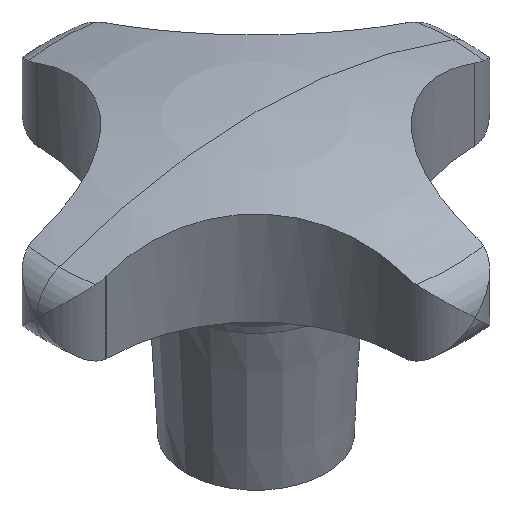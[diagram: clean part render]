
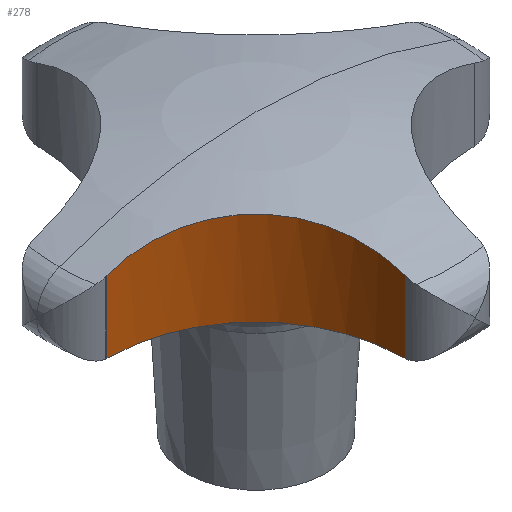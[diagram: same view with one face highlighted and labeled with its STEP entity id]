
A CAD part, isometric view. The second image highlights one B-rep face of the part: STEP entity #278.
In plain terms, the highlighted cylindrical face has radius 21 mm (diameter 42 mm), a partial arc.
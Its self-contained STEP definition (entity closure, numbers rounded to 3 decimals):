
#254=VERTEX_POINT('',#711);
#278=ADVANCED_FACE('',(#738),#739,.F.);
#378=VERTEX_POINT('',#847);
#418=EDGE_CURVE('',#564,#254,#892,.T.);
#426=EDGE_CURVE('',#522,#378,#900,.T.);
#522=VERTEX_POINT('',#1006);
#524=EDGE_CURVE('',#564,#546,#1008,.T.);
#540=EDGE_CURVE('',#546,#598,#1026,.T.);
#546=VERTEX_POINT('',#1033);
#548=EDGE_CURVE('',#598,#620,#1035,.T.);
#564=VERTEX_POINT('',#1051);
#598=VERTEX_POINT('',#1088);
#606=EDGE_CURVE('',#620,#522,#1097,.T.);
#620=VERTEX_POINT('',#1112);
#632=EDGE_CURVE('',#678,#254,#1124,.T.);
#672=EDGE_CURVE('',#378,#678,#1168,.T.);
#678=VERTEX_POINT('',#1174);
#711=CARTESIAN_POINT('',(-4.999,-26.403,35.352));
#738=FACE_OUTER_BOUND('',#1249,.T.);
#739=CYLINDRICAL_SURFACE('',#1250,21.0);
#847=CARTESIAN_POINT('',(-26.403,-4.999,25.014));
#892=LINE('',#1623,#1624);
#900=B_SPLINE_CURVE_WITH_KNOTS('',3,(#1667,#1668,#1669,#1670),.UNSPECIFIED.,.F.,.F.,(4,4),(-0.457,-0.078),.UNSPECIFIED.);
#1006=CARTESIAN_POINT('',(-26.025,-4.995,25.0));
#1008=B_SPLINE_CURVE_WITH_KNOTS('',3,(#1882,#1883,#1884,#1885),.UNSPECIFIED.,.F.,.F.,(4,4),(-8.475,-8.097),.UNSPECIFIED.);
#1026=CIRCLE('',#1906,21.0);
#1033=CARTESIAN_POINT('',(-4.995,-26.025,25.0));
#1035=B_SPLINE_CURVE_WITH_KNOTS('',3,(#1916,#1917,#1918,#1919,#1920,#1921,#1922,#1923,#1924,#1925,#1926,#1927,#1928,#1929,#1930,#1931,#1932,#1933,#1934,#1935),.UNSPECIFIED.,.F.,.F.,(4,2,2,2,2,2,2,2,2,4),(-5.619,-4.944,-4.222,-3.754,-3.511,-3.351,-3.197,-2.988,-2.511,-1.04),.UNSPECIFIED.);
#1051=CARTESIAN_POINT('',(-4.999,-26.403,25.014));
#1088=CARTESIAN_POINT('',(-9.608,-12.863,25.0));
#1097=CIRCLE('',#2061,21.0);
#1112=CARTESIAN_POINT('',(-12.863,-9.608,25.0));
#1124=B_SPLINE_CURVE_WITH_KNOTS('',3,(#2121,#2122,#2123,#2124,#2125,#2126,#2127,#2128,#2129,#2130,#2131,#2132,#2133,#2134,#2135,#2136,#2137,#2138,#2139,#2140,#2141,#2142),.UNSPECIFIED.,.F.,.F.,(4,2,2,2,2,2,2,2,2,2,4),(25.22,28.731,32.243,35.754,39.265,42.681,46.097,49.513,52.929,56.478,58.254),.UNSPECIFIED.);
#1168=LINE('',#2248,#2249);
#1174=CARTESIAN_POINT('',(-26.403,-4.999,35.352));
#1249=EDGE_LOOP('',(#2336,#2337,#2338,#2339,#2340,#2341,#2342,#2343));
#1250=AXIS2_PLACEMENT_3D('',#2344,#2345,#2346);
#1623=CARTESIAN_POINT('',(-4.999,-26.403,0.));
#1624=VECTOR('',#2516,1.0);
#1667=CARTESIAN_POINT('',(-26.025,-4.995,25.0));
#1668=CARTESIAN_POINT('',(-26.151,-4.995,25.0));
#1669=CARTESIAN_POINT('',(-26.277,-4.997,25.005));
#1670=CARTESIAN_POINT('',(-26.403,-4.999,25.014));
#1882=CARTESIAN_POINT('',(-4.999,-26.403,25.014));
#1883=CARTESIAN_POINT('',(-4.997,-26.277,25.005));
#1884=CARTESIAN_POINT('',(-4.995,-26.151,25.0));
#1885=CARTESIAN_POINT('',(-4.995,-26.025,25.0));
#1906=AXIS2_PLACEMENT_3D('',#2672,#2673,#2674);
#1916=CARTESIAN_POINT('',(-9.608,-12.863,25.0));
#1917=CARTESIAN_POINT('',(-9.749,-12.686,25.0));
#1918=CARTESIAN_POINT('',(-9.894,-12.512,24.999));
#1919=CARTESIAN_POINT('',(-10.199,-12.155,24.997));
#1920=CARTESIAN_POINT('',(-10.36,-11.974,24.995));
#1921=CARTESIAN_POINT('',(-10.631,-11.679,24.993));
#1922=CARTESIAN_POINT('',(-10.739,-11.564,24.992));
#1923=CARTESIAN_POINT('',(-10.904,-11.391,24.992));
#1924=CARTESIAN_POINT('',(-10.961,-11.332,24.992));
#1925=CARTESIAN_POINT('',(-11.056,-11.236,24.991));
#1926=CARTESIAN_POINT('',(-11.094,-11.198,24.991));
#1927=CARTESIAN_POINT('',(-11.169,-11.123,24.991));
#1928=CARTESIAN_POINT('',(-11.205,-11.086,24.991));
#1929=CARTESIAN_POINT('',(-11.292,-11.001,24.992));
#1930=CARTESIAN_POINT('',(-11.343,-10.952,24.992));
#1931=CARTESIAN_POINT('',(-11.509,-10.791,24.992));
#1932=CARTESIAN_POINT('',(-11.625,-10.68,24.993));
#1933=CARTESIAN_POINT('',(-12.107,-10.236,24.996));
#1934=CARTESIAN_POINT('',(-12.48,-9.915,25.0));
#1935=CARTESIAN_POINT('',(-12.863,-9.608,25.0));
#2061=AXIS2_PLACEMENT_3D('',#2737,#2738,#2739);
#2121=CARTESIAN_POINT('',(-26.403,-4.999,35.352));
#2122=CARTESIAN_POINT('',(-25.299,-4.978,35.74));
#2123=CARTESIAN_POINT('',(-24.14,-5.044,36.114));
#2124=CARTESIAN_POINT('',(-21.793,-5.386,36.796));
#2125=CARTESIAN_POINT('',(-20.605,-5.662,37.103));
#2126=CARTESIAN_POINT('',(-18.283,-6.424,37.627));
#2127=CARTESIAN_POINT('',(-17.148,-6.911,37.844));
#2128=CARTESIAN_POINT('',(-15.,-8.062,38.176));
#2129=CARTESIAN_POINT('',(-13.988,-8.727,38.291));
#2130=CARTESIAN_POINT('',(-12.171,-10.146,38.423));
#2131=CARTESIAN_POINT('',(-11.299,-10.946,38.447));
#2132=CARTESIAN_POINT('',(-9.685,-12.713,38.397));
#2133=CARTESIAN_POINT('',(-8.943,-13.679,38.322));
#2134=CARTESIAN_POINT('',(-7.643,-15.716,38.077));
#2135=CARTESIAN_POINT('',(-7.084,-16.789,37.906));
#2136=CARTESIAN_POINT('',(-6.172,-18.965,37.483));
#2137=CARTESIAN_POINT('',(-5.818,-20.069,37.231));
#2138=CARTESIAN_POINT('',(-5.298,-22.26,36.667));
#2139=CARTESIAN_POINT('',(-5.119,-23.43,36.331));
#2140=CARTESIAN_POINT('',(-5.001,-25.209,35.762));
#2141=CARTESIAN_POINT('',(-4.987,-25.806,35.562));
#2142=CARTESIAN_POINT('',(-4.999,-26.403,35.352));
#2248=CARTESIAN_POINT('',(-26.403,-4.999,0.));
#2249=VECTOR('',#2793,1.0);
#2336=ORIENTED_EDGE('',*,*,#632,.F.);
#2337=ORIENTED_EDGE('',*,*,#672,.F.);
#2338=ORIENTED_EDGE('',*,*,#426,.F.);
#2339=ORIENTED_EDGE('',*,*,#606,.F.);
#2340=ORIENTED_EDGE('',*,*,#548,.F.);
#2341=ORIENTED_EDGE('',*,*,#540,.F.);
#2342=ORIENTED_EDGE('',*,*,#524,.F.);
#2343=ORIENTED_EDGE('',*,*,#418,.T.);
#2344=CARTESIAN_POINT('',(-25.995,-25.995,0.));
#2345=DIRECTION('',(0.,0.,-1.0));
#2346=DIRECTION('',(-0.019,1.,0.));
#2516=DIRECTION('',(0.0,0.,1.0));
#2672=CARTESIAN_POINT('',(-25.995,-25.995,25.0));
#2673=DIRECTION('',(0.,0.,1.0));
#2674=DIRECTION('',(-0.019,1.,0.));
#2737=CARTESIAN_POINT('',(-25.995,-25.995,25.0));
#2738=DIRECTION('',(0.,0.,1.0));
#2739=DIRECTION('',(-0.019,1.,0.));
#2793=DIRECTION('',(0.0,0.,1.0));
